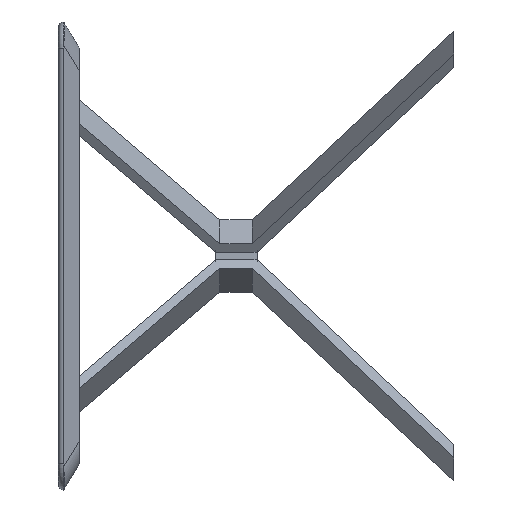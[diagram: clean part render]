
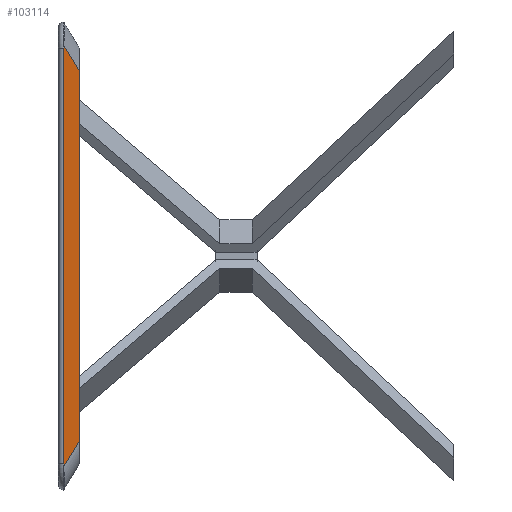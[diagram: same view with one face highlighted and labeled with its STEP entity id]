
A CAD part, left-side view. The second image highlights one B-rep face of the part: STEP entity #103114.
In plain terms, the highlighted planar face has unit normal (-0.514, -0.858, 0).
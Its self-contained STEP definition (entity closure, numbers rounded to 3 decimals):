
#1779 = DIRECTION ( 'NONE',  ( 0., 0., -1. ) ) ;
#5323 = CARTESIAN_POINT ( 'NONE',  ( -471.909, 967.452, 1713.32 ) ) ;
#6294 = VECTOR ( 'NONE', #119398, 1000. ) ;
#6347 = CARTESIAN_POINT ( 'NONE',  ( -471.801, 967.387, 909.522 ) ) ;
#10876 = FACE_OUTER_BOUND ( 'NONE', #104484, .T. ) ;
#12295 = DIRECTION ( 'NONE',  ( -0.514, -0.857, 0. ) ) ;
#16312 = CARTESIAN_POINT ( 'NONE',  ( -471.801, 967.387, 1717.118 ) ) ;
#17509 = CARTESIAN_POINT ( 'NONE',  ( -471.909, 967.452, 1713.32 ) ) ;
#20210 = CARTESIAN_POINT ( 'NONE',  ( -271.057, 846.941, 1518.478 ) ) ;
#30537 = VERTEX_POINT ( 'NONE', #17509 ) ;
#31061 = EDGE_CURVE ( 'NONE', #69917, #93745, #142655, .T. ) ;
#31373 = CARTESIAN_POINT ( 'NONE',  ( -471.909, 967.452, 1763.32 ) ) ;
#34450 = ORIENTED_EDGE ( 'NONE', *, *, #31061, .T. ) ;
#34988 = ORIENTED_EDGE ( 'NONE', *, *, #107039, .T. ) ;
#39671 = CARTESIAN_POINT ( 'NONE',  ( -471.585, 967.258, 907.634 ) ) ;
#45468 = EDGE_CURVE ( 'NONE', #69917, #59394, #105119, .T. ) ;
#49376 = CARTESIAN_POINT ( 'NONE',  ( -471.585, 967.258, 1719.006 ) ) ;
#52239 = CARTESIAN_POINT ( 'NONE',  ( -471.585, 967.258, 1719.006 ) ) ;
#54662 = ORIENTED_EDGE ( 'NONE', *, *, #137642, .F. ) ;
#55015 = ORIENTED_EDGE ( 'NONE', *, *, #45468, .F. ) ;
#55635 = DIRECTION ( 'NONE',  ( 0., 0., 1. ) ) ;
#56341 = PLANE ( 'NONE',  #85110 ) ;
#56731 = CARTESIAN_POINT ( 'NONE',  ( -271.057, 846.941, 1108.161 ) ) ;
#56736 =( BOUNDED_CURVE ( )  B_SPLINE_CURVE ( 3, ( #52239, #16312, #105784, #5323 ),
 .UNSPECIFIED., .F., .F. ) 
 B_SPLINE_CURVE_WITH_KNOTS ( ( 4, 4 ),
 ( 3.028, 3.142 ),
 .UNSPECIFIED. ) 
 CURVE ( )  GEOMETRIC_REPRESENTATION_ITEM ( )  RATIONAL_B_SPLINE_CURVE ( ( 1., 0.999, 0.999, 1. ) ) 
 REPRESENTATION_ITEM ( '' )  );
#58967 = CARTESIAN_POINT ( 'NONE',  ( -421.909, 937.452, 863.32 ) ) ;
#59394 = VERTEX_POINT ( 'NONE', #103987 ) ;
#62121 = CARTESIAN_POINT ( 'NONE',  ( -471.909, 967.452, 913.32 ) ) ;
#63085 = VERTEX_POINT ( 'NONE', #39671 ) ;
#63265 = ORIENTED_EDGE ( 'NONE', *, *, #96813, .T. ) ;
#69917 = VERTEX_POINT ( 'NONE', #93501 ) ;
#75952 = DIRECTION ( 'NONE',  ( -0.651, 0.391, 0.651 ) ) ;
#76968 = VECTOR ( 'NONE', #75952, 1000. ) ;
#77020 = CARTESIAN_POINT ( 'NONE',  ( -471.909, 967.452, 913.32 ) ) ;
#84811 = CARTESIAN_POINT ( 'NONE',  ( -471.909, 967.452, 911.419 ) ) ;
#85110 = AXIS2_PLACEMENT_3D ( 'NONE', #122355, #12295, #55635 ) ;
#85675 = LINE ( 'NONE', #31373, #6294 ) ;
#87517 = VECTOR ( 'NONE', #1779, 1000. ) ;
#93501 = CARTESIAN_POINT ( 'NONE',  ( -421.909, 937.452, 1669.33 ) ) ;
#93745 = VERTEX_POINT ( 'NONE', #49376 ) ;
#96813 = EDGE_CURVE ( 'NONE', #63085, #59394, #132999, .T. ) ;
#97163 =( BOUNDED_CURVE ( )  B_SPLINE_CURVE ( 3, ( #62121, #84811, #6347, #106817 ),
 .UNSPECIFIED., .F., .F. ) 
 B_SPLINE_CURVE_WITH_KNOTS ( ( 4, 4 ),
 ( 0., 0.114 ),
 .UNSPECIFIED. ) 
 CURVE ( )  GEOMETRIC_REPRESENTATION_ITEM ( )  RATIONAL_B_SPLINE_CURVE ( ( 1., 0.999, 0.999, 1. ) ) 
 REPRESENTATION_ITEM ( '' )  );
#103114 = ADVANCED_FACE ( 'NONE', ( #10876 ), #56341, .T. ) ;
#103987 = CARTESIAN_POINT ( 'NONE',  ( -421.909, 937.452, 957.309 ) ) ;
#104484 = EDGE_LOOP ( 'NONE', ( #34988, #63265, #55015, #34450, #107579, #54662 ) ) ;
#105119 = LINE ( 'NONE', #58967, #87517 ) ;
#105784 = CARTESIAN_POINT ( 'NONE',  ( -471.909, 967.452, 1715.22 ) ) ;
#106817 = CARTESIAN_POINT ( 'NONE',  ( -471.585, 967.258, 907.634 ) ) ;
#107039 = EDGE_CURVE ( 'NONE', #131826, #63085, #97163, .T. ) ;
#107579 = ORIENTED_EDGE ( 'NONE', *, *, #140314, .T. ) ;
#114959 = VECTOR ( 'NONE', #135155, 1000. ) ;
#119398 = DIRECTION ( 'NONE',  ( 0., 0., 1. ) ) ;
#122355 = CARTESIAN_POINT ( 'NONE',  ( -421.909, 937.452, 1313.32 ) ) ;
#131826 = VERTEX_POINT ( 'NONE', #77020 ) ;
#132999 = LINE ( 'NONE', #56731, #114959 ) ;
#135155 = DIRECTION ( 'NONE',  ( 0.651, -0.391, 0.651 ) ) ;
#137642 = EDGE_CURVE ( 'NONE', #131826, #30537, #85675, .T. ) ;
#140314 = EDGE_CURVE ( 'NONE', #93745, #30537, #56736, .T. ) ;
#142655 = LINE ( 'NONE', #20210, #76968 ) ;
